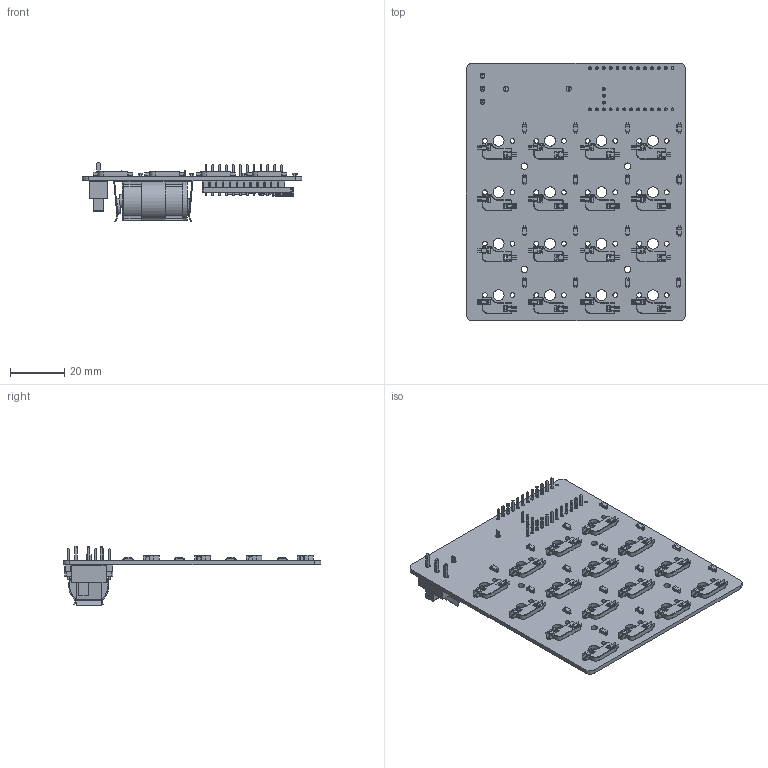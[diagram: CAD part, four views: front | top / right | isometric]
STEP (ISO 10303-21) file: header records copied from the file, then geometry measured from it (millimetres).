
FILE_DESCRIPTION(('KiCad electronic assembly'),'2;1');
FILE_NAME('Numpad.step','2025-08-03T14:53:16',('Pcbnew'),('Kicad'), 'Open CASCADE STEP processor 7.5','KiCad to STEP converter','Unknown' );
FILE_SCHEMA(('AUTOMOTIVE_DESIGN { 1 0 10303 214 1 1 1 1 }'));
Length unit declared in the file: millimetre
Products named in the file (36): Numpad 1; PG151101S11; Diode_SOD-123; SS12D10; Silver; switch; Batterymodule; Right; Batter; LEFT; Nice_Nano_V2; PinHeader_1x12_P2.54mm_Vertical.step; Nice_Nano_V2.step; nice!nano; User Library-TYPE-C-31-M-14.step; MICRO_603 resistor 102; MICRO_stackable header 12; MICRO_stackable header pin; micro_crystal 5x3; MICRO_led; micro_MIC5219; COMPOUND; Numpad_PCB
Assembly tree (65 placements, depth 7):
  Numpad 1
    PG151101S11  x16
    Diode_SOD-123  x16
    SS12D10
      Silver
      switch
    Batterymodule
      Right
      Batter
      LEFT
    Nice_Nano_V2
      PinHeader_1x12_P2.54mm_Vertical.step
      Nice_Nano_V2.step
        Nice_Nano_V2.step
          nice!nano
            User Library-TYPE-C-31-M-14.step
            MICRO_603 resistor 102
            MICRO_stackable header 12
              MICRO_stackable header pin
              MICRO_stackable header pin
              MICRO_stackable header pin
              MICRO_stackable header pin
              MICRO_stackable header pin
              MICRO_stackable header pin
              MICRO_stackable header pin
              MICRO_stackable header 12
              MICRO_stackable header pin
              MICRO_stackable header pin
              MICRO_stackable header pin
              MICRO_stackable header pin
              MICRO_stackable header pin
            micro_crystal 5x3
            MICRO_led
            micro_MIC5219
            COMPOUND
    Numpad_PCB
Bounding box: 80.97 x 95.25 x 21.9 mm (x, y, z)
Volume: 18681.7 mm3; surface area: 28833.1 mm2
Topology: 110 solids, 110 shells, 6535 faces, 16272 edges, 10166 vertices
Faces by surface type: plane 4391, cylinder 1216, cone 448, bspline 448, torus 20, extrusion 8, sphere 4
Full cylindrical faces by diameter (mm): 0.3 x2, 0.5 x2, 0.9 x27, 1.092 x29, 1.75 x32, 1.8 x3, 1.9 x2, 2.381 x4, 3.05 x32, 4 x16, 5 x1, 6 x2, 14.2 x1
Entity records: 62234 total; most frequent: CARTESIAN_POINT 11711, ORIENTED_EDGE 10288, DIRECTION 9942, EDGE_CURVE 5144, VECTOR 4206, LINE 4198, VERTEX_POINT 3281, AXIS2_PLACEMENT_3D 2868
